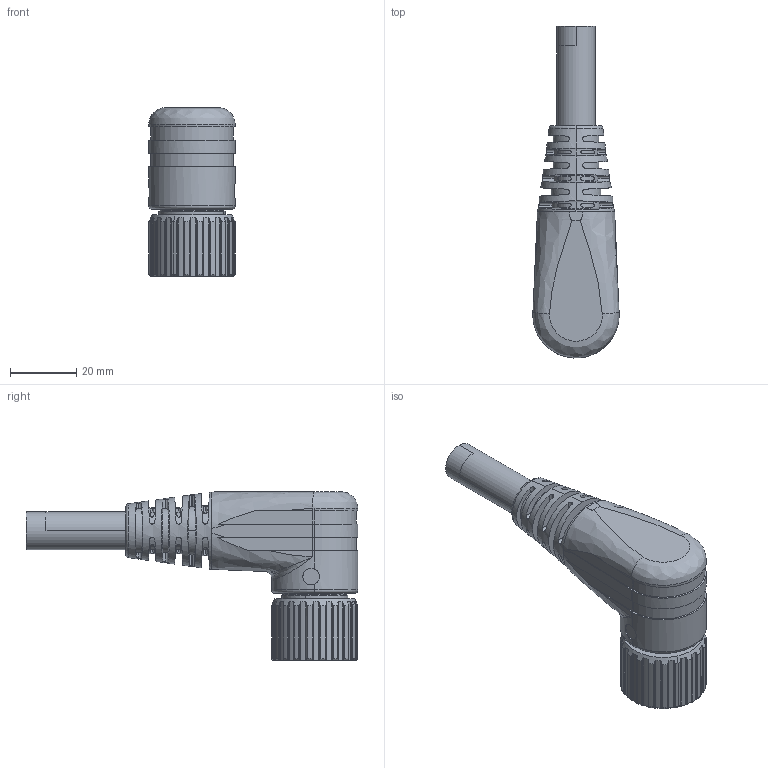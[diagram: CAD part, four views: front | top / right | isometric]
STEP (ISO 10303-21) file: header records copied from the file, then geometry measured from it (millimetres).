
FILE_DESCRIPTION(('CATIA V5 STEP Exchange','CAx-IF Rec.Pracs.--- Model Styling and Organization---1.4--- 2014-01-23'),'2;1');
FILE_NAME ('022725-3_0_1818140100_1818140100.stp','2020-08-19T06:46:25+00:00',('none'),('Weidmueller'),'CATIA Version 5-6 Release 2016 SP3 HF44','CATIA V5 STEP AP214','none');
FILE_SCHEMA(('AUTOMOTIVE_DESIGN { 1 0 10303 214 1 1 1 1 }'));
Length unit declared in the file: millimetre
Products named in the file (1): 1818140100
Bounding box: 26 x 100 x 50.8 mm (x, y, z)
Volume: 41694.2 mm3; surface area: 16068.8 mm2
Topology: 3 solids, 3 shells, 1039 faces, 2876 edges, 1927 vertices
Faces by surface type: plane 390, cylinder 386, extrusion 195, cone 50, bspline 10, torus 8
Entity records: 39270 total; most frequent: CARTESIAN_POINT 15097, ORIENTED_EDGE 5748, DIRECTION 3513, EDGE_CURVE 2872, VERTEX_POINT 1924, VECTOR 1498, B_SPLINE_CURVE_WITH_KNOTS 1349, LINE 1303
